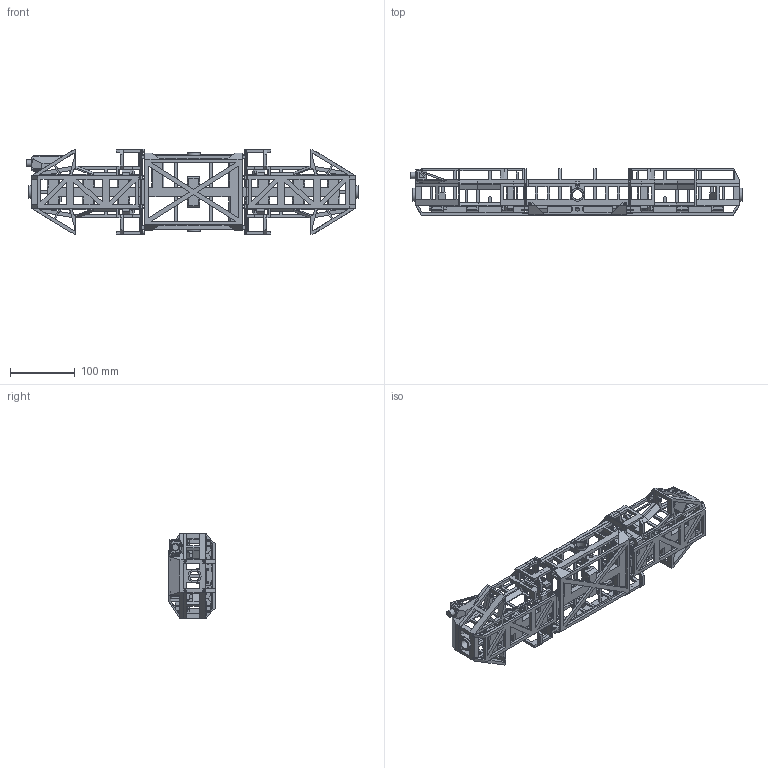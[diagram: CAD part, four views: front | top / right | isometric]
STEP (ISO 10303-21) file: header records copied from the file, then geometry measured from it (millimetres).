
FILE_DESCRIPTION(/* description */ (''),/* implementation_level */ '2;1');
FILE_NAME(/* name */ '0914b913-5a2c-43aa-a3c4-94ec53c8fc42.stp',/* time_stamp */ '2021-12-10T13:45:51+00:00',/* author */ (''),/* organization */ (''),/* preprocessor_version */ 'ST-DEVELOPER v18.1',/* originating_system */ 'Autodesk Translation Framework v10.10.0.1391',/* authorisation */ '');
FILE_SCHEMA (('AUTOMOTIVE_DESIGN { 1 0 10303 214 3 1 1 }'));
Products named in the file (16): Main Body; Buttom Front; Middle Front; Middle Center; Up Center; Up Front; Buttom Center; Screw Block; FPV Camera; Front Bus; Center Bus; Up Rear (1); Middle Rear (1); Rear Bus (1); Buttom Rear (1); Pin Arranger
Assembly tree (16 placements, depth 2):
  Main Body
    Buttom Front
    Middle Front
    Middle Center
    Up Center
    Up Front
    Screw Block  x2
    Buttom Center
    FPV Camera
    Front Bus
    Center Bus
    Up Rear (1)
    Middle Rear (1)
    Rear Bus (1)
    Buttom Rear (1)
    Pin Arranger
Bounding box: 511.43 x 71 x 131 mm (x, y, z)
Volume: 431582.1 mm3; surface area: 365651.7 mm2
Topology: 16 solids, 16 shells, 2559 faces, 7901 edges, 5032 vertices
Faces by surface type: plane 2368, cylinder 191
Full cylindrical faces by diameter (mm): 3 x166, 5.2 x2, 6 x1, 10 x1, 12 x1, 15 x4, 20 x4
Entity records: 87537 total; most frequent: ORIENTED_EDGE 15754, CARTESIAN_POINT 15468, DIRECTION 13469, EDGE_CURVE 7877, LINE 7443, VECTOR 7443, VERTEX_POINT 5012, EDGE_LOOP 3039
